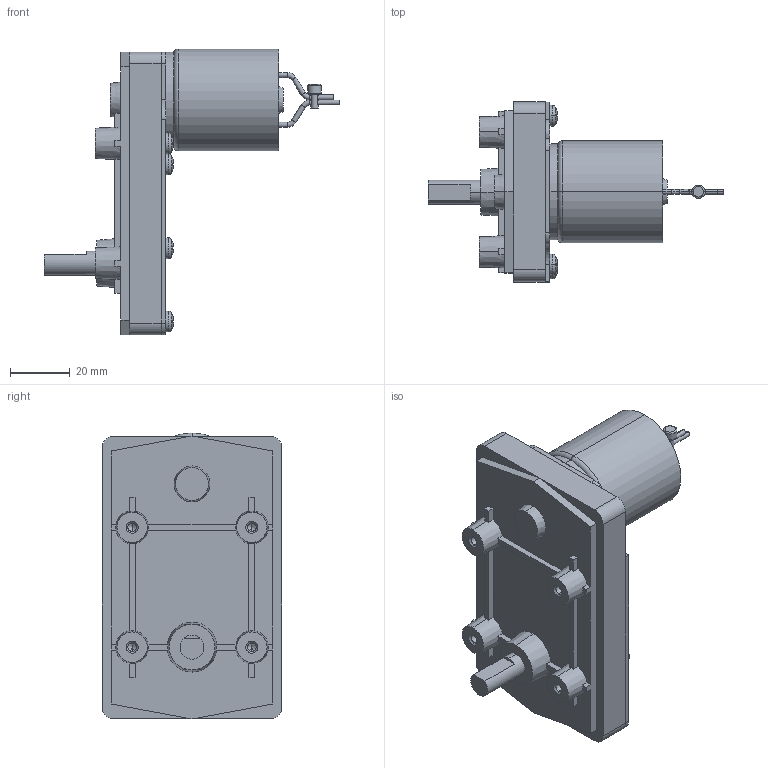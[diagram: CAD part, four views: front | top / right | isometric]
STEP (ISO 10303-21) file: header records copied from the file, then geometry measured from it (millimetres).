
FILE_DESCRIPTION(('starvars output'),'2;1');
FILE_NAME('34b5c.stp','15:15:28 2014/09/10',( 'Thomas Industrial Network Germany GmbH'),( 'Thomas Industrial Network Germany GmbH'),'unknown preprocess','ACIS' ,'unknown authorization');
FILE_SCHEMA(('AUTOMOTIVE_DESIGN_CC2 {UNKNOWN IMPLEMENTATION LEVEL}'));
Length unit declared in the file: millimetre
Products named in the file (1): PRODUCT_ID_50
Bounding box: 98.62 x 60 x 95.5 mm (x, y, z)
Volume: 122340.2 mm3; surface area: 23297.4 mm2
Topology: 2 solids, 5 shells, 283 faces, 697 edges, 430 vertices
Faces by surface type: plane 153, cone 50, cylinder 50, torus 22, bspline 8
Entity records: 9673 total; most frequent: CARTESIAN_POINT 1773, ORIENTED_EDGE 1366, DIRECTION 911, EDGE_CURVE 683, VERTEX_POINT 430, AXIS2_PLACEMENT_3D 312, EDGE_LOOP 303, FACE_BOUND 303
